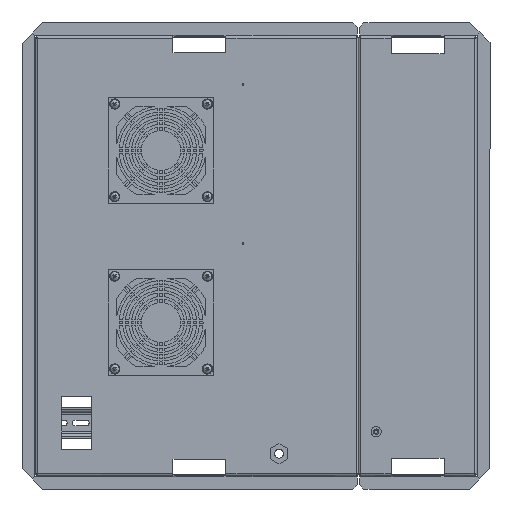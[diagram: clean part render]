
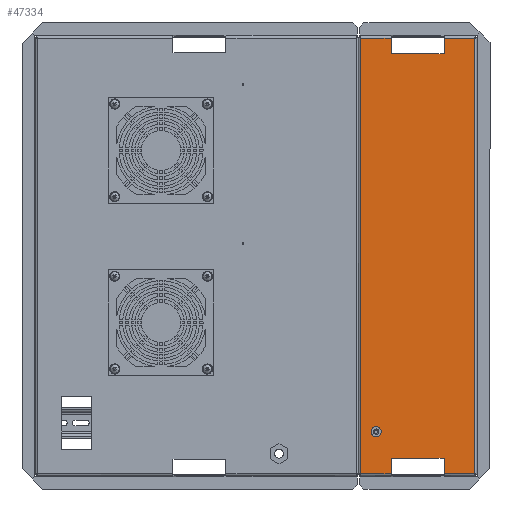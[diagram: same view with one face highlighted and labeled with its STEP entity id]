
A CAD part, top view. The second image highlights one B-rep face of the part: STEP entity #47334.
In plain terms, the highlighted planar face has unit normal (0, 0, 1).
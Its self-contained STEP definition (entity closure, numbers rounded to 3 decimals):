
#330 = ORIENTED_EDGE ( 'NONE', *, *, #7056, .T. ) ;
#805 = VERTEX_POINT ( 'NONE', #41982 ) ;
#900 = CARTESIAN_POINT ( 'NONE',  ( -67., -249., 1.2 ) ) ;
#1041 = VERTEX_POINT ( 'NONE', #14359 ) ;
#1053 = EDGE_CURVE ( 'NONE', #30737, #805, #45236, .T. ) ;
#1578 = CARTESIAN_POINT ( 'NONE',  ( 47., 198.525, 1.2 ) ) ;
#1639 = CARTESIAN_POINT ( 'NONE',  ( -30., -229., 1.2 ) ) ;
#1830 = CARTESIAN_POINT ( 'NONE',  ( 30., 229., 1.2 ) ) ;
#2358 = VECTOR ( 'NONE', #51873, 1000. ) ;
#2702 = CARTESIAN_POINT ( 'NONE',  ( -64.55, -246.55, 1.2 ) ) ;
#2873 = DIRECTION ( 'NONE',  ( 1., 0., 0. ) ) ;
#2894 = CARTESIAN_POINT ( 'NONE',  ( -30., 229., 1.2 ) ) ;
#3828 = VECTOR ( 'NONE', #54139, 1000. ) ;
#3841 = CIRCLE ( 'NONE', #24754, 0.475 ) ;
#4244 = EDGE_CURVE ( 'NONE', #10039, #30737, #25769, .T. ) ;
#4407 = CARTESIAN_POINT ( 'NONE',  ( -30., -229., 1.2 ) ) ;
#5118 = CARTESIAN_POINT ( 'NONE',  ( -30., 229., 1.2 ) ) ;
#5619 = CARTESIAN_POINT ( 'NONE',  ( 30., 247.8, 1.2 ) ) ;
#5809 = EDGE_CURVE ( 'NONE', #49347, #44029, #7102, .T. ) ;
#5854 = DIRECTION ( 'NONE',  ( 0., 1., 0. ) ) ;
#5937 = CARTESIAN_POINT ( 'NONE',  ( -64.55, 246.55, 1.2 ) ) ;
#6154 = ORIENTED_EDGE ( 'NONE', *, *, #40905, .T. ) ;
#6362 = CARTESIAN_POINT ( 'NONE',  ( 64.55, -246.55, 1.2 ) ) ;
#6766 = VECTOR ( 'NONE', #10193, 1000. ) ;
#7056 = EDGE_CURVE ( 'NONE', #19365, #18918, #18025, .T. ) ;
#7102 = LINE ( 'NONE', #20509, #3828 ) ;
#8077 = CARTESIAN_POINT ( 'NONE',  ( 47., 199.475, 1.2 ) ) ;
#8113 = LINE ( 'NONE', #2894, #18733 ) ;
#10039 = VERTEX_POINT ( 'NONE', #4407 ) ;
#10084 = CIRCLE ( 'NONE', #23275, 0.475 ) ;
#10193 = DIRECTION ( 'NONE',  ( 0., -1., 0. ) ) ;
#10820 = DIRECTION ( 'NONE',  ( 1., 0., 0. ) ) ;
#10992 = DIRECTION ( 'NONE',  ( 0., -1., 0. ) ) ;
#11014 = EDGE_CURVE ( 'NONE', #44199, #15121, #10084, .T. ) ;
#11649 = EDGE_LOOP ( 'NONE', ( #29891, #12098, #43553, #6154, #34673, #21566, #41378, #47683, #14249, #330, #42576, #16431 ) ) ;
#11704 = DIRECTION ( 'NONE',  ( 0., 1., 0. ) ) ;
#12098 = ORIENTED_EDGE ( 'NONE', *, *, #1053, .T. ) ;
#14249 = ORIENTED_EDGE ( 'NONE', *, *, #45364, .T. ) ;
#14359 = CARTESIAN_POINT ( 'NONE',  ( -30., 246.55, 1.2 ) ) ;
#15121 = VERTEX_POINT ( 'NONE', #1578 ) ;
#16431 = ORIENTED_EDGE ( 'NONE', *, *, #35622, .T. ) ;
#17551 = EDGE_CURVE ( 'NONE', #53309, #44029, #38566, .T. ) ;
#18025 = LINE ( 'NONE', #5937, #6766 ) ;
#18196 = DIRECTION ( 'NONE',  ( 0., 1., 0. ) ) ;
#18294 = VECTOR ( 'NONE', #33919, 1000. ) ;
#18599 = EDGE_CURVE ( 'NONE', #50091, #53309, #47023, .T. ) ;
#18659 = VECTOR ( 'NONE', #36122, 1000. ) ;
#18733 = VECTOR ( 'NONE', #10992, 1000. ) ;
#18761 = VECTOR ( 'NONE', #18196, 1000. ) ;
#18918 = VERTEX_POINT ( 'NONE', #43600 ) ;
#19365 = VERTEX_POINT ( 'NONE', #28238 ) ;
#20393 = VERTEX_POINT ( 'NONE', #32220 ) ;
#20509 = CARTESIAN_POINT ( 'NONE',  ( 64.55, 246.55, 1.2 ) ) ;
#21566 = ORIENTED_EDGE ( 'NONE', *, *, #17551, .F. ) ;
#21891 = VECTOR ( 'NONE', #5854, 1000. ) ;
#21946 = DIRECTION ( 'NONE',  ( 0., 0., 1. ) ) ;
#23275 = AXIS2_PLACEMENT_3D ( 'NONE', #50182, #42118, #32998 ) ;
#23444 = LINE ( 'NONE', #2702, #49036 ) ;
#23673 = FACE_BOUND ( 'NONE', #51439, .T. ) ;
#24754 = AXIS2_PLACEMENT_3D ( 'NONE', #49261, #32646, #11704 ) ;
#25769 = LINE ( 'NONE', #27858, #26453 ) ;
#26170 = PLANE ( 'NONE',  #37208 ) ;
#26453 = VECTOR ( 'NONE', #28047, 1000. ) ;
#27858 = CARTESIAN_POINT ( 'NONE',  ( -30., -229., 1.2 ) ) ;
#28047 = DIRECTION ( 'NONE',  ( 1., 0., 0. ) ) ;
#28150 = CARTESIAN_POINT ( 'NONE',  ( -64.55, -246.55, 1.2 ) ) ;
#28238 = CARTESIAN_POINT ( 'NONE',  ( -64.55, 246.55, 1.2 ) ) ;
#29891 = ORIENTED_EDGE ( 'NONE', *, *, #4244, .T. ) ;
#30489 = EDGE_CURVE ( 'NONE', #18918, #20393, #23444, .T. ) ;
#30737 = VERTEX_POINT ( 'NONE', #32990 ) ;
#30989 = ORIENTED_EDGE ( 'NONE', *, *, #11014, .T. ) ;
#31087 = EDGE_CURVE ( 'NONE', #1041, #50091, #8113, .T. ) ;
#31545 = EDGE_CURVE ( 'NONE', #805, #51748, #48636, .T. ) ;
#31745 = CARTESIAN_POINT ( 'NONE',  ( -30., 229., 1.2 ) ) ;
#31943 = LINE ( 'NONE', #6362, #18659 ) ;
#32220 = CARTESIAN_POINT ( 'NONE',  ( -30., -246.55, 1.2 ) ) ;
#32646 = DIRECTION ( 'NONE',  ( 0., 0., -1. ) ) ;
#32990 = CARTESIAN_POINT ( 'NONE',  ( 30., -229., 1.2 ) ) ;
#32998 = DIRECTION ( 'NONE',  ( 0., 1., 0. ) ) ;
#33154 = LINE ( 'NONE', #1639, #21891 ) ;
#33919 = DIRECTION ( 'NONE',  ( -1., 0., 0. ) ) ;
#34075 = CARTESIAN_POINT ( 'NONE',  ( 64.55, -246.55, 1.2 ) ) ;
#34673 = ORIENTED_EDGE ( 'NONE', *, *, #5809, .T. ) ;
#34872 = LINE ( 'NONE', #45976, #18294 ) ;
#35622 = EDGE_CURVE ( 'NONE', #20393, #10039, #33154, .T. ) ;
#36122 = DIRECTION ( 'NONE',  ( 0., 1., 0. ) ) ;
#37208 = AXIS2_PLACEMENT_3D ( 'NONE', #900, #21946, #38527 ) ;
#38527 = DIRECTION ( 'NONE',  ( 1., 0., 0. ) ) ;
#38566 = LINE ( 'NONE', #5619, #18761 ) ;
#40905 = EDGE_CURVE ( 'NONE', #51748, #49347, #31943, .T. ) ;
#41378 = ORIENTED_EDGE ( 'NONE', *, *, #18599, .F. ) ;
#41982 = CARTESIAN_POINT ( 'NONE',  ( 30., -246.55, 1.2 ) ) ;
#42118 = DIRECTION ( 'NONE',  ( 0., 0., -1. ) ) ;
#42576 = ORIENTED_EDGE ( 'NONE', *, *, #30489, .T. ) ;
#43553 = ORIENTED_EDGE ( 'NONE', *, *, #31545, .T. ) ;
#43600 = CARTESIAN_POINT ( 'NONE',  ( -64.55, -246.55, 1.2 ) ) ;
#44029 = VERTEX_POINT ( 'NONE', #44976 ) ;
#44199 = VERTEX_POINT ( 'NONE', #8077 ) ;
#44976 = CARTESIAN_POINT ( 'NONE',  ( 30., 246.55, 1.2 ) ) ;
#45200 = EDGE_CURVE ( 'NONE', #15121, #44199, #3841, .T. ) ;
#45236 = LINE ( 'NONE', #47864, #2358 ) ;
#45364 = EDGE_CURVE ( 'NONE', #1041, #19365, #34872, .T. ) ;
#45721 = VECTOR ( 'NONE', #10820, 1000. ) ;
#45976 = CARTESIAN_POINT ( 'NONE',  ( 64.55, 246.55, 1.2 ) ) ;
#47023 = LINE ( 'NONE', #31745, #45721 ) ;
#47334 = ADVANCED_FACE ( '�����2', ( #23673, #54470 ), #26170, .T. ) ;
#47683 = ORIENTED_EDGE ( 'NONE', *, *, #31087, .F. ) ;
#47864 = CARTESIAN_POINT ( 'NONE',  ( 30., -247.8, 1.2 ) ) ;
#48409 = ORIENTED_EDGE ( 'NONE', *, *, #45200, .T. ) ;
#48581 = VECTOR ( 'NONE', #49225, 1000. ) ;
#48636 = LINE ( 'NONE', #28150, #48581 ) ;
#49036 = VECTOR ( 'NONE', #2873, 1000. ) ;
#49225 = DIRECTION ( 'NONE',  ( 1., 0., 0. ) ) ;
#49261 = CARTESIAN_POINT ( 'NONE',  ( 47., 199., 1.2 ) ) ;
#49347 = VERTEX_POINT ( 'NONE', #49647 ) ;
#49647 = CARTESIAN_POINT ( 'NONE',  ( 64.55, 246.55, 1.2 ) ) ;
#50091 = VERTEX_POINT ( 'NONE', #5118 ) ;
#50182 = CARTESIAN_POINT ( 'NONE',  ( 47., 199., 1.2 ) ) ;
#51439 = EDGE_LOOP ( 'NONE', ( #30989, #48409 ) ) ;
#51748 = VERTEX_POINT ( 'NONE', #34075 ) ;
#51873 = DIRECTION ( 'NONE',  ( 0., -1., 0. ) ) ;
#53309 = VERTEX_POINT ( 'NONE', #1830 ) ;
#54139 = DIRECTION ( 'NONE',  ( -1., 0., 0. ) ) ;
#54470 = FACE_OUTER_BOUND ( 'NONE', #11649, .T. ) ;
